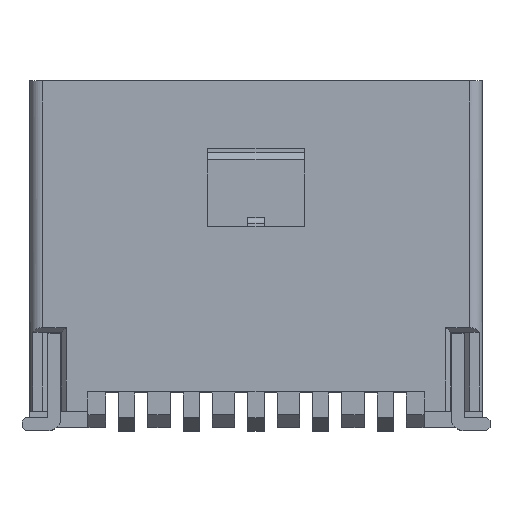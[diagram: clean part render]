
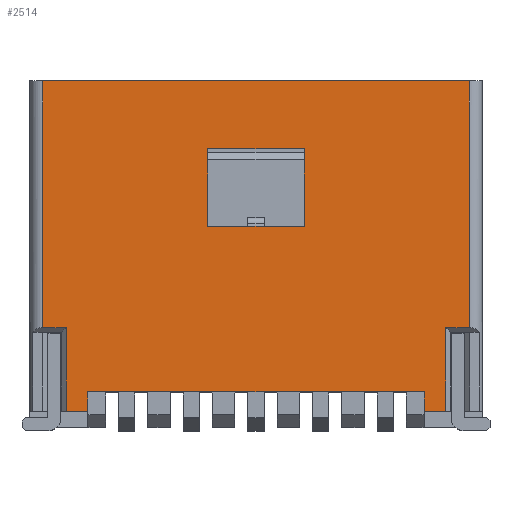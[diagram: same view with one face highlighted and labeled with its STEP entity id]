
A CAD part, top view. The second image highlights one B-rep face of the part: STEP entity #2514.
In plain terms, the highlighted planar face has unit normal (0, 0, 1).
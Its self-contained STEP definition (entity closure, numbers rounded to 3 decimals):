
#664 = VERTEX_POINT('',#665);
#665 = CARTESIAN_POINT('',(3.3,2.685,1.49));
#672 = EDGE_CURVE('',#673,#664,#675,.T.);
#673 = VERTEX_POINT('',#674);
#674 = CARTESIAN_POINT('',(-3.3,2.685,1.49));
#675 = LINE('',#676,#677);
#676 = CARTESIAN_POINT('',(-3.3,2.685,1.49));
#677 = VECTOR('',#678,1.);
#678 = DIRECTION('',(1.,0.,0.));
#819 = VERTEX_POINT('',#820);
#820 = CARTESIAN_POINT('',(-2.6,-2.125,1.49));
#826 = EDGE_CURVE('',#827,#819,#829,.T.);
#827 = VERTEX_POINT('',#828);
#828 = CARTESIAN_POINT('',(2.6,-2.125,1.49));
#829 = LINE('',#830,#831);
#830 = CARTESIAN_POINT('',(2.6,-2.125,1.49));
#831 = VECTOR('',#832,1.);
#832 = DIRECTION('',(-1.,0.,0.));
#1827 = VERTEX_POINT('',#1828);
#1828 = CARTESIAN_POINT('',(2.6,-2.425,1.49));
#1834 = EDGE_CURVE('',#1827,#1835,#1837,.T.);
#1835 = VERTEX_POINT('',#1836);
#1836 = CARTESIAN_POINT('',(2.935,-2.425,1.49));
#1837 = LINE('',#1838,#1839);
#1838 = CARTESIAN_POINT('',(2.6,-2.425,1.49));
#1839 = VECTOR('',#1840,1.);
#1840 = DIRECTION('',(1.,0.,0.));
#1915 = VERTEX_POINT('',#1916);
#1916 = CARTESIAN_POINT('',(-2.935,-2.425,1.49));
#1922 = EDGE_CURVE('',#1915,#1923,#1925,.T.);
#1923 = VERTEX_POINT('',#1924);
#1924 = CARTESIAN_POINT('',(-2.6,-2.425,1.49));
#1925 = LINE('',#1926,#1927);
#1926 = CARTESIAN_POINT('',(-2.935,-2.425,1.49));
#1927 = VECTOR('',#1928,1.);
#1928 = DIRECTION('',(1.,0.,0.));
#2495 = EDGE_CURVE('',#1835,#2496,#2498,.T.);
#2496 = VERTEX_POINT('',#2497);
#2497 = CARTESIAN_POINT('',(2.935,-1.13,1.49));
#2498 = LINE('',#2499,#2500);
#2499 = CARTESIAN_POINT('',(2.935,-2.425,1.49));
#2500 = VECTOR('',#2501,1.);
#2501 = DIRECTION('',(0.,1.,0.));
#2514 = ADVANCED_FACE('',(#2515,#2570),#2604,.T.);
#2515 = FACE_BOUND('',#2516,.F.);
#2516 = EDGE_LOOP('',(#2517,#2525,#2533,#2539,#2540,#2548,#2554,#2555,
    #2556,#2562,#2563,#2569));
#2517 = ORIENTED_EDGE('',*,*,#2518,.F.);
#2518 = EDGE_CURVE('',#2519,#1915,#2521,.T.);
#2519 = VERTEX_POINT('',#2520);
#2520 = CARTESIAN_POINT('',(-2.935,-1.13,1.49));
#2521 = LINE('',#2522,#2523);
#2522 = CARTESIAN_POINT('',(-2.935,-1.13,1.49));
#2523 = VECTOR('',#2524,1.);
#2524 = DIRECTION('',(0.,-1.,0.));
#2525 = ORIENTED_EDGE('',*,*,#2526,.T.);
#2526 = EDGE_CURVE('',#2519,#2527,#2529,.T.);
#2527 = VERTEX_POINT('',#2528);
#2528 = CARTESIAN_POINT('',(-3.3,-1.13,1.49));
#2529 = LINE('',#2530,#2531);
#2530 = CARTESIAN_POINT('',(-2.935,-1.13,1.49));
#2531 = VECTOR('',#2532,1.);
#2532 = DIRECTION('',(-1.,0.,0.));
#2533 = ORIENTED_EDGE('',*,*,#2534,.T.);
#2534 = EDGE_CURVE('',#2527,#673,#2535,.T.);
#2535 = LINE('',#2536,#2537);
#2536 = CARTESIAN_POINT('',(-3.3,-1.13,1.49));
#2537 = VECTOR('',#2538,1.);
#2538 = DIRECTION('',(0.,1.,0.));
#2539 = ORIENTED_EDGE('',*,*,#672,.T.);
#2540 = ORIENTED_EDGE('',*,*,#2541,.F.);
#2541 = EDGE_CURVE('',#2542,#664,#2544,.T.);
#2542 = VERTEX_POINT('',#2543);
#2543 = CARTESIAN_POINT('',(3.3,-1.13,1.49));
#2544 = LINE('',#2545,#2546);
#2545 = CARTESIAN_POINT('',(3.3,-1.13,1.49));
#2546 = VECTOR('',#2547,1.);
#2547 = DIRECTION('',(0.,1.,0.));
#2548 = ORIENTED_EDGE('',*,*,#2549,.T.);
#2549 = EDGE_CURVE('',#2542,#2496,#2550,.T.);
#2550 = LINE('',#2551,#2552);
#2551 = CARTESIAN_POINT('',(3.3,-1.13,1.49));
#2552 = VECTOR('',#2553,1.);
#2553 = DIRECTION('',(-1.,0.,0.));
#2554 = ORIENTED_EDGE('',*,*,#2495,.F.);
#2555 = ORIENTED_EDGE('',*,*,#1834,.F.);
#2556 = ORIENTED_EDGE('',*,*,#2557,.T.);
#2557 = EDGE_CURVE('',#1827,#827,#2558,.T.);
#2558 = LINE('',#2559,#2560);
#2559 = CARTESIAN_POINT('',(2.6,-2.425,1.49));
#2560 = VECTOR('',#2561,1.);
#2561 = DIRECTION('',(0.,1.,0.));
#2562 = ORIENTED_EDGE('',*,*,#826,.T.);
#2563 = ORIENTED_EDGE('',*,*,#2564,.F.);
#2564 = EDGE_CURVE('',#1923,#819,#2565,.T.);
#2565 = LINE('',#2566,#2567);
#2566 = CARTESIAN_POINT('',(-2.6,-2.425,1.49));
#2567 = VECTOR('',#2568,1.);
#2568 = DIRECTION('',(0.,1.,0.));
#2569 = ORIENTED_EDGE('',*,*,#1922,.F.);
#2570 = FACE_BOUND('',#2571,.F.);
#2571 = EDGE_LOOP('',(#2572,#2582,#2590,#2598));
#2572 = ORIENTED_EDGE('',*,*,#2573,.T.);
#2573 = EDGE_CURVE('',#2574,#2576,#2578,.T.);
#2574 = VERTEX_POINT('',#2575);
#2575 = CARTESIAN_POINT('',(0.75,0.435,1.49));
#2576 = VERTEX_POINT('',#2577);
#2577 = CARTESIAN_POINT('',(0.75,1.635,1.49));
#2578 = LINE('',#2579,#2580);
#2579 = CARTESIAN_POINT('',(0.75,0.435,1.49));
#2580 = VECTOR('',#2581,1.);
#2581 = DIRECTION('',(0.,1.,0.));
#2582 = ORIENTED_EDGE('',*,*,#2583,.T.);
#2583 = EDGE_CURVE('',#2576,#2584,#2586,.T.);
#2584 = VERTEX_POINT('',#2585);
#2585 = CARTESIAN_POINT('',(-0.75,1.635,1.49));
#2586 = LINE('',#2587,#2588);
#2587 = CARTESIAN_POINT('',(0.75,1.635,1.49));
#2588 = VECTOR('',#2589,1.);
#2589 = DIRECTION('',(-1.,0.,0.));
#2590 = ORIENTED_EDGE('',*,*,#2591,.T.);
#2591 = EDGE_CURVE('',#2584,#2592,#2594,.T.);
#2592 = VERTEX_POINT('',#2593);
#2593 = CARTESIAN_POINT('',(-0.75,0.435,1.49));
#2594 = LINE('',#2595,#2596);
#2595 = CARTESIAN_POINT('',(-0.75,1.635,1.49));
#2596 = VECTOR('',#2597,1.);
#2597 = DIRECTION('',(0.,-1.,0.));
#2598 = ORIENTED_EDGE('',*,*,#2599,.T.);
#2599 = EDGE_CURVE('',#2592,#2574,#2600,.T.);
#2600 = LINE('',#2601,#2602);
#2601 = CARTESIAN_POINT('',(-0.75,0.435,1.49));
#2602 = VECTOR('',#2603,1.);
#2603 = DIRECTION('',(1.,0.,0.));
#2604 = PLANE('',#2605);
#2605 = AXIS2_PLACEMENT_3D('',#2606,#2607,#2608);
#2606 = CARTESIAN_POINT('',(-3.3,-2.675,1.49));
#2607 = DIRECTION('',(0.,0.,1.));
#2608 = DIRECTION('',(1.,0.,0.));
